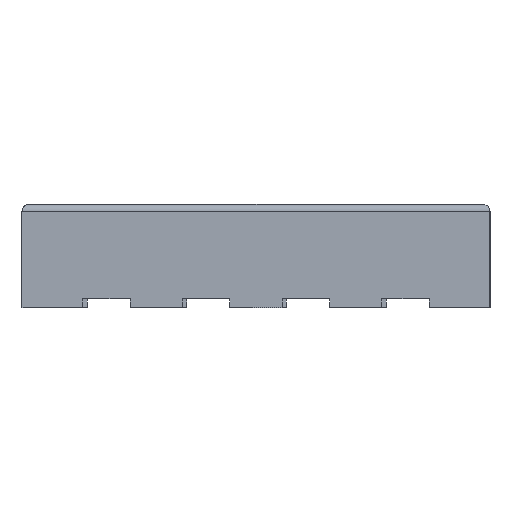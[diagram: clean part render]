
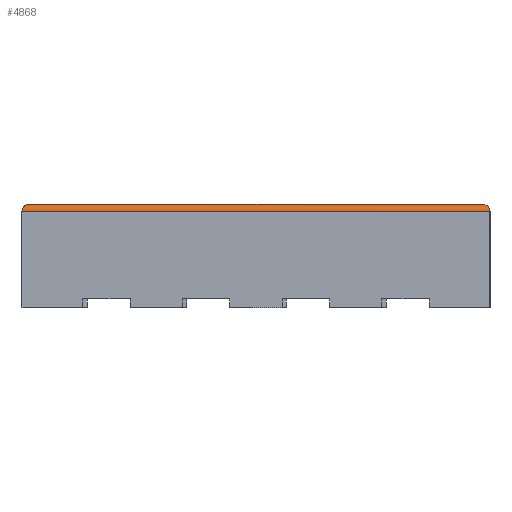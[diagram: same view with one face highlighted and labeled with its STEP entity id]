
A CAD part, left-side view. The second image highlights one B-rep face of the part: STEP entity #4868.
In plain terms, the highlighted cylindrical face has radius 0.4 mm (diameter 0.8 mm), a partial arc.
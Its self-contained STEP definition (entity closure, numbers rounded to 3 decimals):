
#757 = VERTEX_POINT('',#758);
#758 = CARTESIAN_POINT('',(-19.56,13.59,5.59));
#772 = PLANE('',#773);
#773 = AXIS2_PLACEMENT_3D('',#774,#775,#776);
#774 = CARTESIAN_POINT('',(-19.56,-13.59,0.));
#775 = DIRECTION('',(-1.,0.,0.));
#776 = DIRECTION('',(0.,1.,0.));
#798 = CYLINDRICAL_SURFACE('',#799,0.4);
#799 = AXIS2_PLACEMENT_3D('',#800,#801,#802);
#800 = CARTESIAN_POINT('',(-19.56,13.19,5.59));
#801 = DIRECTION('',(1.,0.,0.));
#802 = DIRECTION('',(0.,1.,0.));
#1342 = EDGE_CURVE('',#757,#1343,#1345,.T.);
#1343 = VERTEX_POINT('',#1344);
#1344 = CARTESIAN_POINT('',(-19.16,13.19,5.99));
#1345 = SURFACE_CURVE('',#1346,(#1351,#1364),.PCURVE_S1.);
#1346 = ELLIPSE('',#1347,0.566,0.4);
#1347 = AXIS2_PLACEMENT_3D('',#1348,#1349,#1350);
#1348 = CARTESIAN_POINT('',(-19.16,13.19,5.59));
#1349 = DIRECTION('',(0.707,0.707,0.));
#1350 = DIRECTION('',(0.707,-0.707,0.));
#1351 = PCURVE('',#798,#1352);
#1352 = DEFINITIONAL_REPRESENTATION('',(#1353),#1363);
#1353 = B_SPLINE_CURVE_WITH_KNOTS('',8,(#1354,#1355,#1356,#1357,#1358,
    #1359,#1360,#1361,#1362),.UNSPECIFIED.,.F.,.F.,(9,9),(3.142,
    4.712),.PIECEWISE_BEZIER_KNOTS.);
#1354 = CARTESIAN_POINT('',(0.,0.));
#1355 = CARTESIAN_POINT('',(0.196,0.));
#1356 = CARTESIAN_POINT('',(0.393,0.018));
#1357 = CARTESIAN_POINT('',(0.589,0.053));
#1358 = CARTESIAN_POINT('',(0.785,0.104));
#1359 = CARTESIAN_POINT('',(0.982,0.169));
#1360 = CARTESIAN_POINT('',(1.178,0.243));
#1361 = CARTESIAN_POINT('',(1.374,0.321));
#1362 = CARTESIAN_POINT('',(1.571,0.4));
#1363 = ( GEOMETRIC_REPRESENTATION_CONTEXT(2) 
PARAMETRIC_REPRESENTATION_CONTEXT() REPRESENTATION_CONTEXT('2D SPACE',''
  ) );
#1364 = PCURVE('',#1365,#1370);
#1365 = CYLINDRICAL_SURFACE('',#1366,0.4);
#1366 = AXIS2_PLACEMENT_3D('',#1367,#1368,#1369);
#1367 = CARTESIAN_POINT('',(-19.16,-13.59,5.59));
#1368 = DIRECTION('',(0.,1.,0.));
#1369 = DIRECTION('',(0.,0.,1.));
#1370 = DEFINITIONAL_REPRESENTATION('',(#1371),#1381);
#1371 = B_SPLINE_CURVE_WITH_KNOTS('',8,(#1372,#1373,#1374,#1375,#1376,
    #1377,#1378,#1379,#1380),.UNSPECIFIED.,.F.,.F.,(9,9),(3.142,
    4.712),.PIECEWISE_BEZIER_KNOTS.);
#1372 = CARTESIAN_POINT('',(-1.571,27.18));
#1373 = CARTESIAN_POINT('',(-1.374,27.18));
#1374 = CARTESIAN_POINT('',(-1.178,27.162));
#1375 = CARTESIAN_POINT('',(-0.982,27.127));
#1376 = CARTESIAN_POINT('',(-0.785,27.076));
#1377 = CARTESIAN_POINT('',(-0.589,27.011));
#1378 = CARTESIAN_POINT('',(-0.393,26.937));
#1379 = CARTESIAN_POINT('',(-0.196,26.859));
#1380 = CARTESIAN_POINT('',(0.,26.78));
#1381 = ( GEOMETRIC_REPRESENTATION_CONTEXT(2) 
PARAMETRIC_REPRESENTATION_CONTEXT() REPRESENTATION_CONTEXT('2D SPACE',''
  ) );
#1399 = PLANE('',#1400);
#1400 = AXIS2_PLACEMENT_3D('',#1401,#1402,#1403);
#1401 = CARTESIAN_POINT('',(0.,0.,5.99));
#1402 = DIRECTION('',(-0.,-0.,-1.));
#1403 = DIRECTION('',(-1.,0.,0.));
#2027 = VERTEX_POINT('',#2028);
#2028 = CARTESIAN_POINT('',(-19.56,-13.59,5.59));
#2049 = EDGE_CURVE('',#2027,#757,#2050,.T.);
#2050 = SURFACE_CURVE('',#2051,(#2055,#2062),.PCURVE_S1.);
#2051 = LINE('',#2052,#2053);
#2052 = CARTESIAN_POINT('',(-19.56,-13.59,5.59));
#2053 = VECTOR('',#2054,1.);
#2054 = DIRECTION('',(0.,1.,0.));
#2055 = PCURVE('',#772,#2056);
#2056 = DEFINITIONAL_REPRESENTATION('',(#2057),#2061);
#2057 = LINE('',#2058,#2059);
#2058 = CARTESIAN_POINT('',(0.,-5.59));
#2059 = VECTOR('',#2060,1.);
#2060 = DIRECTION('',(1.,0.));
#2061 = ( GEOMETRIC_REPRESENTATION_CONTEXT(2) 
PARAMETRIC_REPRESENTATION_CONTEXT() REPRESENTATION_CONTEXT('2D SPACE',''
  ) );
#2062 = PCURVE('',#1365,#2063);
#2063 = DEFINITIONAL_REPRESENTATION('',(#2064),#2068);
#2064 = LINE('',#2065,#2066);
#2065 = CARTESIAN_POINT('',(-1.571,0.));
#2066 = VECTOR('',#2067,1.);
#2067 = DIRECTION('',(-0.,1.));
#2068 = ( GEOMETRIC_REPRESENTATION_CONTEXT(2) 
PARAMETRIC_REPRESENTATION_CONTEXT() REPRESENTATION_CONTEXT('2D SPACE',''
  ) );
#3982 = CYLINDRICAL_SURFACE('',#3983,0.4);
#3983 = AXIS2_PLACEMENT_3D('',#3984,#3985,#3986);
#3984 = CARTESIAN_POINT('',(19.56,-13.19,5.59));
#3985 = DIRECTION('',(-1.,0.,0.));
#3986 = DIRECTION('',(0.,0.,1.));
#4868 = ADVANCED_FACE('',(#4869),#1365,.T.);
#4869 = FACE_BOUND('',#4870,.F.);
#4870 = EDGE_LOOP('',(#4871,#4907,#4908,#4909));
#4871 = ORIENTED_EDGE('',*,*,#4872,.T.);
#4872 = EDGE_CURVE('',#4873,#2027,#4875,.T.);
#4873 = VERTEX_POINT('',#4874);
#4874 = CARTESIAN_POINT('',(-19.16,-13.19,5.99));
#4875 = SURFACE_CURVE('',#4876,(#4881,#4894),.PCURVE_S1.);
#4876 = ELLIPSE('',#4877,0.566,0.4);
#4877 = AXIS2_PLACEMENT_3D('',#4878,#4879,#4880);
#4878 = CARTESIAN_POINT('',(-19.16,-13.19,5.59));
#4879 = DIRECTION('',(0.707,-0.707,0.));
#4880 = DIRECTION('',(0.707,0.707,0.));
#4881 = PCURVE('',#1365,#4882);
#4882 = DEFINITIONAL_REPRESENTATION('',(#4883),#4893);
#4883 = B_SPLINE_CURVE_WITH_KNOTS('',8,(#4884,#4885,#4886,#4887,#4888,
    #4889,#4890,#4891,#4892),.UNSPECIFIED.,.F.,.F.,(9,9),(1.571
    ,3.142),.PIECEWISE_BEZIER_KNOTS.);
#4884 = CARTESIAN_POINT('',(0.,0.4));
#4885 = CARTESIAN_POINT('',(-0.196,0.321));
#4886 = CARTESIAN_POINT('',(-0.393,0.243));
#4887 = CARTESIAN_POINT('',(-0.589,0.169));
#4888 = CARTESIAN_POINT('',(-0.785,0.104));
#4889 = CARTESIAN_POINT('',(-0.982,0.053));
#4890 = CARTESIAN_POINT('',(-1.178,0.018));
#4891 = CARTESIAN_POINT('',(-1.374,0.));
#4892 = CARTESIAN_POINT('',(-1.571,0.));
#4893 = ( GEOMETRIC_REPRESENTATION_CONTEXT(2) 
PARAMETRIC_REPRESENTATION_CONTEXT() REPRESENTATION_CONTEXT('2D SPACE',''
  ) );
#4894 = PCURVE('',#3982,#4895);
#4895 = DEFINITIONAL_REPRESENTATION('',(#4896),#4906);
#4896 = B_SPLINE_CURVE_WITH_KNOTS('',8,(#4897,#4898,#4899,#4900,#4901,
    #4902,#4903,#4904,#4905),.UNSPECIFIED.,.F.,.F.,(9,9),(1.571
    ,3.142),.PIECEWISE_BEZIER_KNOTS.);
#4897 = CARTESIAN_POINT('',(0.,38.72));
#4898 = CARTESIAN_POINT('',(-0.196,38.799));
#4899 = CARTESIAN_POINT('',(-0.393,38.877));
#4900 = CARTESIAN_POINT('',(-0.589,38.951));
#4901 = CARTESIAN_POINT('',(-0.785,39.016));
#4902 = CARTESIAN_POINT('',(-0.982,39.067));
#4903 = CARTESIAN_POINT('',(-1.178,39.102));
#4904 = CARTESIAN_POINT('',(-1.374,39.12));
#4905 = CARTESIAN_POINT('',(-1.571,39.12));
#4906 = ( GEOMETRIC_REPRESENTATION_CONTEXT(2) 
PARAMETRIC_REPRESENTATION_CONTEXT() REPRESENTATION_CONTEXT('2D SPACE',''
  ) );
#4907 = ORIENTED_EDGE('',*,*,#2049,.T.);
#4908 = ORIENTED_EDGE('',*,*,#1342,.T.);
#4909 = ORIENTED_EDGE('',*,*,#4910,.F.);
#4910 = EDGE_CURVE('',#4873,#1343,#4911,.T.);
#4911 = SURFACE_CURVE('',#4912,(#4916,#4923),.PCURVE_S1.);
#4912 = LINE('',#4913,#4914);
#4913 = CARTESIAN_POINT('',(-19.16,-13.59,5.99));
#4914 = VECTOR('',#4915,1.);
#4915 = DIRECTION('',(0.,1.,0.));
#4916 = PCURVE('',#1365,#4917);
#4917 = DEFINITIONAL_REPRESENTATION('',(#4918),#4922);
#4918 = LINE('',#4919,#4920);
#4919 = CARTESIAN_POINT('',(-0.,0.));
#4920 = VECTOR('',#4921,1.);
#4921 = DIRECTION('',(-0.,1.));
#4922 = ( GEOMETRIC_REPRESENTATION_CONTEXT(2) 
PARAMETRIC_REPRESENTATION_CONTEXT() REPRESENTATION_CONTEXT('2D SPACE',''
  ) );
#4923 = PCURVE('',#1399,#4924);
#4924 = DEFINITIONAL_REPRESENTATION('',(#4925),#4929);
#4925 = LINE('',#4926,#4927);
#4926 = CARTESIAN_POINT('',(19.16,-13.59));
#4927 = VECTOR('',#4928,1.);
#4928 = DIRECTION('',(0.,1.));
#4929 = ( GEOMETRIC_REPRESENTATION_CONTEXT(2) 
PARAMETRIC_REPRESENTATION_CONTEXT() REPRESENTATION_CONTEXT('2D SPACE',''
  ) );
